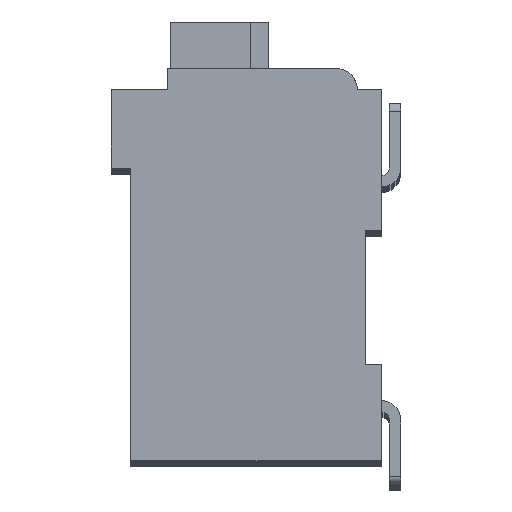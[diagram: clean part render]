
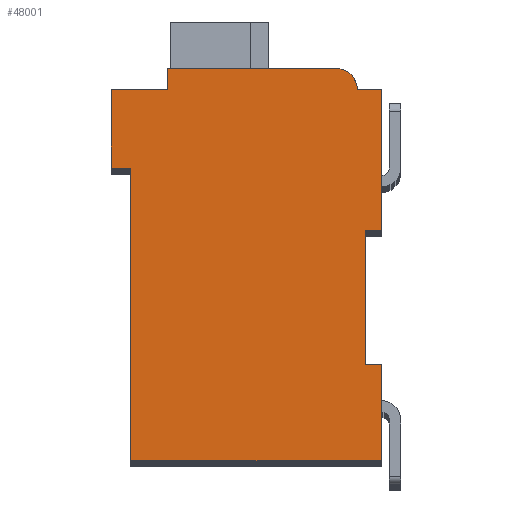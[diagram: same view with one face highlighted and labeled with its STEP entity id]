
A CAD part, top view. The second image highlights one B-rep face of the part: STEP entity #48001.
In plain terms, the highlighted planar face has unit normal (0, 0, 1).
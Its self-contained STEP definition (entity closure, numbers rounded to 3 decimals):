
#14668=DIRECTION('',(1.,0.,0.));
#14669=VECTOR('',#14668,0.5);
#14670=CARTESIAN_POINT('',(7.3,7.15,2.1));
#14671=LINE('',#14670,#14669);
#14672=DIRECTION('',(0.,1.,0.));
#14673=VECTOR('',#14672,4.15);
#14674=CARTESIAN_POINT('',(7.3,3.,2.1));
#14675=LINE('',#14674,#14673);
#14676=DIRECTION('',(-1.,0.,0.));
#14677=VECTOR('',#14676,0.5);
#14678=CARTESIAN_POINT('',(7.8,3.,2.1));
#14679=LINE('',#14678,#14677);
#14680=DIRECTION('',(0.,1.,0.));
#14681=VECTOR('',#14680,3.);
#14682=CARTESIAN_POINT('',(7.8,0.,2.1));
#14683=LINE('',#14682,#14681);
#14684=DIRECTION('',(1.,0.,0.));
#14685=VECTOR('',#14684,7.8);
#14686=CARTESIAN_POINT('',(0.,0.,2.1));
#14687=LINE('',#14686,#14685);
#14688=DIRECTION('',(0.,-1.,0.));
#14689=VECTOR('',#14688,9.1);
#14690=CARTESIAN_POINT('',(0.,9.1,2.1));
#14691=LINE('',#14690,#14689);
#14692=DIRECTION('',(1.,0.,0.));
#14693=VECTOR('',#14692,0.6);
#14694=CARTESIAN_POINT('',(-0.6,9.1,2.1));
#14695=LINE('',#14694,#14693);
#14696=DIRECTION('',(0.,-1.,0.));
#14697=VECTOR('',#14696,2.45);
#14698=CARTESIAN_POINT('',(-0.6,11.55,2.1));
#14699=LINE('',#14698,#14697);
#14700=DIRECTION('',(-1.,0.,0.));
#14701=VECTOR('',#14700,1.75);
#14702=CARTESIAN_POINT('',(1.15,11.55,2.1));
#14703=LINE('',#14702,#14701);
#14704=DIRECTION('',(0.,-1.,0.));
#14705=VECTOR('',#14704,0.65);
#14706=CARTESIAN_POINT('',(1.15,12.2,2.1));
#14707=LINE('',#14706,#14705);
#14708=DIRECTION('',(-1.,0.,0.));
#14709=VECTOR('',#14708,5.25);
#14710=CARTESIAN_POINT('',(6.4,12.2,2.1));
#14711=LINE('',#14710,#14709);
#14712=CARTESIAN_POINT('',(6.4,11.55,2.1));
#14713=DIRECTION('',(0.,0.,1.));
#14714=DIRECTION('',(1.,0.,0.));
#14715=AXIS2_PLACEMENT_3D('',#14712,#14713,#14714);
#14717=DIRECTION('',(-1.,0.,0.));
#14718=VECTOR('',#14717,0.75);
#14719=CARTESIAN_POINT('',(7.8,11.55,2.1));
#14720=LINE('',#14719,#14718);
#14721=DIRECTION('',(0.,1.,0.));
#14722=VECTOR('',#14721,4.4);
#14723=CARTESIAN_POINT('',(7.8,7.15,2.1));
#14724=LINE('',#14723,#14722);
#24253=CARTESIAN_POINT('',(7.3,7.15,2.1));
#24254=CARTESIAN_POINT('',(7.8,7.15,2.1));
#24255=VERTEX_POINT('',#24253);
#24256=VERTEX_POINT('',#24254);
#24257=CARTESIAN_POINT('',(7.8,11.55,2.1));
#24258=VERTEX_POINT('',#24257);
#24259=CARTESIAN_POINT('',(7.05,11.55,2.1));
#24260=VERTEX_POINT('',#24259);
#24261=CARTESIAN_POINT('',(6.4,12.2,2.1));
#24262=VERTEX_POINT('',#24261);
#24263=CARTESIAN_POINT('',(1.15,12.2,2.1));
#24264=VERTEX_POINT('',#24263);
#24265=CARTESIAN_POINT('',(1.15,11.55,2.1));
#24266=VERTEX_POINT('',#24265);
#24267=CARTESIAN_POINT('',(-0.6,11.55,2.1));
#24268=VERTEX_POINT('',#24267);
#24269=CARTESIAN_POINT('',(-0.6,9.1,2.1));
#24270=VERTEX_POINT('',#24269);
#24271=CARTESIAN_POINT('',(0.,9.1,2.1));
#24272=VERTEX_POINT('',#24271);
#24273=CARTESIAN_POINT('',(0.,0.,2.1));
#24274=VERTEX_POINT('',#24273);
#24275=CARTESIAN_POINT('',(7.8,0.,2.1));
#24276=VERTEX_POINT('',#24275);
#24277=CARTESIAN_POINT('',(7.8,3.,2.1));
#24278=VERTEX_POINT('',#24277);
#24279=CARTESIAN_POINT('',(7.3,3.,2.1));
#24280=VERTEX_POINT('',#24279);
#47980=CARTESIAN_POINT('',(0.,0.,2.1));
#47981=DIRECTION('',(0.,0.,1.));
#47982=DIRECTION('',(1.,0.,0.));
#47983=AXIS2_PLACEMENT_3D('',#47980,#47981,#47982);
#47984=PLANE('',#47983);
#47985=ORIENTED_EDGE('',*,*,#31894,.F.);
#47986=ORIENTED_EDGE('',*,*,#32972,.F.);
#47987=ORIENTED_EDGE('',*,*,#41444,.F.);
#47988=ORIENTED_EDGE('',*,*,#42069,.F.);
#47989=ORIENTED_EDGE('',*,*,#42790,.F.);
#47990=ORIENTED_EDGE('',*,*,#43739,.F.);
#47991=ORIENTED_EDGE('',*,*,#44102,.F.);
#47992=ORIENTED_EDGE('',*,*,#44456,.F.);
#47993=ORIENTED_EDGE('',*,*,#44993,.F.);
#47994=ORIENTED_EDGE('',*,*,#46010,.F.);
#47995=ORIENTED_EDGE('',*,*,#46816,.F.);
#47996=ORIENTED_EDGE('',*,*,#45044,.F.);
#47997=ORIENTED_EDGE('',*,*,#45741,.F.);
#47998=ORIENTED_EDGE('',*,*,#32867,.F.);
#47999=EDGE_LOOP('',(#47985,#47986,#47987,#47988,#47989,#47990,#47991,#47992,
#47993,#47994,#47995,#47996,#47997,#47998));
#48000=FACE_OUTER_BOUND('',#47999,.F.);
#14716=CIRCLE('',#14715,0.65);
#31894=EDGE_CURVE('',#24255,#24256,#14671,.T.);
#32867=EDGE_CURVE('',#24256,#24258,#14724,.T.);
#32972=EDGE_CURVE('',#24280,#24255,#14675,.T.);
#41444=EDGE_CURVE('',#24278,#24280,#14679,.T.);
#42069=EDGE_CURVE('',#24276,#24278,#14683,.T.);
#42790=EDGE_CURVE('',#24274,#24276,#14687,.T.);
#43739=EDGE_CURVE('',#24272,#24274,#14691,.T.);
#44102=EDGE_CURVE('',#24270,#24272,#14695,.T.);
#44456=EDGE_CURVE('',#24268,#24270,#14699,.T.);
#44993=EDGE_CURVE('',#24266,#24268,#14703,.T.);
#45044=EDGE_CURVE('',#24260,#24262,#14716,.T.);
#45741=EDGE_CURVE('',#24258,#24260,#14720,.T.);
#46010=EDGE_CURVE('',#24264,#24266,#14707,.T.);
#46816=EDGE_CURVE('',#24262,#24264,#14711,.T.);
#48001=ADVANCED_FACE('',(#48000),#47984,.T.);
